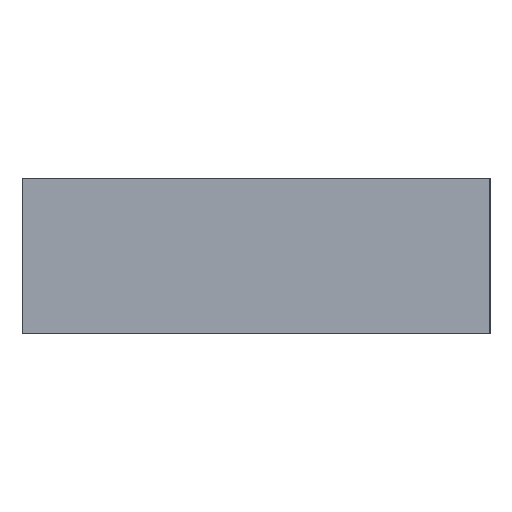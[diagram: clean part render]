
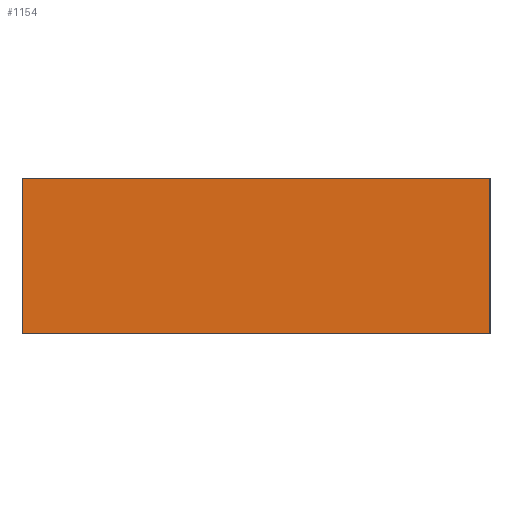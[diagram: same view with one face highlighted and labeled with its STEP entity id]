
A CAD part, left-side view. The second image highlights one B-rep face of the part: STEP entity #1154.
In plain terms, the highlighted planar face has unit normal (-1, 0, 0).
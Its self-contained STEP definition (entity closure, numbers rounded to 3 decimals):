
#32 = EDGE_CURVE ( 'NONE', #147, #129, #844, .T. ) ;
#75 = LINE ( 'NONE', #959, #775 ) ;
#83 = DIRECTION ( 'NONE',  ( 0., 0., -1. ) ) ;
#84 = CARTESIAN_POINT ( 'NONE',  ( 0., 6., 2. ) ) ;
#105 = AXIS2_PLACEMENT_3D ( 'NONE', #407, #399, #397 ) ;
#119 = VERTEX_POINT ( 'NONE', #1238 ) ;
#129 = VERTEX_POINT ( 'NONE', #1232 ) ;
#147 = VERTEX_POINT ( 'NONE', #1206 ) ;
#149 = VERTEX_POINT ( 'NONE', #1264 ) ;
#256 = DIRECTION ( 'NONE',  ( 0., -1., 0. ) ) ;
#259 = CARTESIAN_POINT ( 'NONE',  ( 0., 0., 0. ) ) ;
#333 = VECTOR ( 'NONE', #83, 1000. ) ;
#352 = LINE ( 'NONE', #84, #333 ) ;
#397 = DIRECTION ( 'NONE',  ( 0., 0., -1. ) ) ;
#399 = DIRECTION ( 'NONE',  ( 1., 0., 0. ) ) ;
#407 = CARTESIAN_POINT ( 'NONE',  ( 0., 0., 2. ) ) ;
#411 = PLANE ( 'NONE',  #105 ) ;
#432 = VECTOR ( 'NONE', #256, 1000. ) ;
#435 = LINE ( 'NONE', #259, #432 ) ;
#479 = EDGE_CURVE ( 'NONE', #129, #149, #75, .T. ) ;
#531 = FACE_OUTER_BOUND ( 'NONE', #1485, .T. ) ;
#775 = VECTOR ( 'NONE', #962, 1000. ) ;
#840 = VECTOR ( 'NONE', #1327, 1000. ) ;
#844 = LINE ( 'NONE', #1315, #840 ) ;
#903 = ORIENTED_EDGE ( 'NONE', *, *, #1414, .T. ) ;
#927 = ORIENTED_EDGE ( 'NONE', *, *, #479, .F. ) ;
#941 = ORIENTED_EDGE ( 'NONE', *, *, #1540, .T. ) ;
#959 = CARTESIAN_POINT ( 'NONE',  ( 0., 0., 2. ) ) ;
#962 = DIRECTION ( 'NONE',  ( 0., 0., -1. ) ) ;
#1154 = ADVANCED_FACE ( 'NONE', ( #531 ), #411, .F. ) ;
#1206 = CARTESIAN_POINT ( 'NONE',  ( 0., 6., 2. ) ) ;
#1232 = CARTESIAN_POINT ( 'NONE',  ( 0., 0., 2. ) ) ;
#1238 = CARTESIAN_POINT ( 'NONE',  ( 0., 6., 0. ) ) ;
#1264 = CARTESIAN_POINT ( 'NONE',  ( 0., 0., 0. ) ) ;
#1315 = CARTESIAN_POINT ( 'NONE',  ( 0., 0., 2. ) ) ;
#1327 = DIRECTION ( 'NONE',  ( 0., -1., 0. ) ) ;
#1414 = EDGE_CURVE ( 'NONE', #119, #149, #435, .T. ) ;
#1485 = EDGE_LOOP ( 'NONE', ( #903, #927, #1490, #941 ) ) ;
#1490 = ORIENTED_EDGE ( 'NONE', *, *, #32, .F. ) ;
#1540 = EDGE_CURVE ( 'NONE', #147, #119, #352, .T. ) ;
